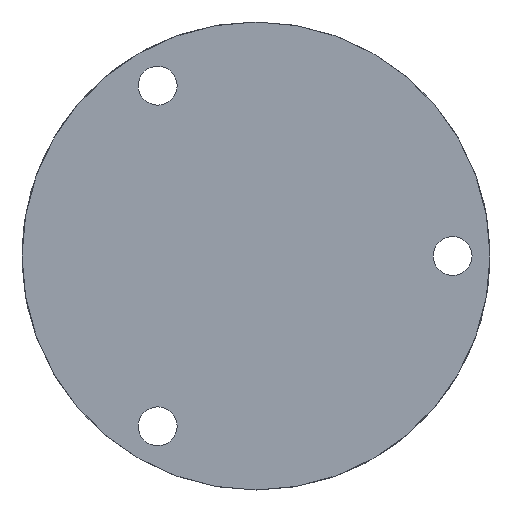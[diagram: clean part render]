
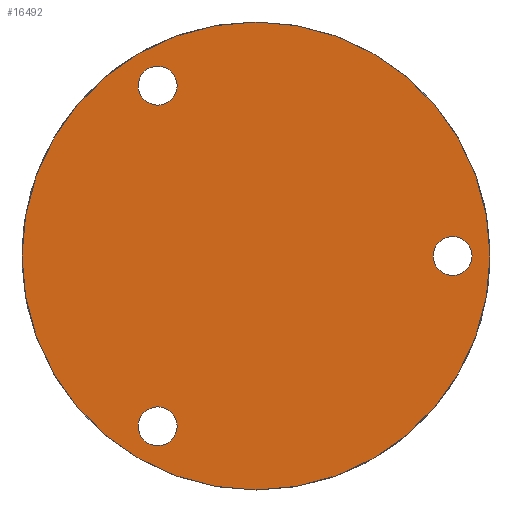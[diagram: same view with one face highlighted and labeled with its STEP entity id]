
A CAD part, front view. The second image highlights one B-rep face of the part: STEP entity #16492.
In plain terms, the highlighted planar face has unit normal (0, -1, 0).
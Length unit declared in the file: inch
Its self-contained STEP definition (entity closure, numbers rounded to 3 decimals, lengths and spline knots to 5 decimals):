
#198 = VERTEX_POINT ( 'NONE', #21855 ) ;
#220 = VERTEX_POINT ( 'NONE', #21948 ) ;
#10391 = EDGE_CURVE ( 'NONE', #220, #198, #41310, .T. ) ;
#10665 = DIRECTION ( 'NONE',  ( 0., 0., 1. ) ) ;
#10666 = DIRECTION ( 'NONE',  ( 0., 1., 0. ) ) ;
#10667 = CARTESIAN_POINT ( 'NONE',  ( -0.42, -1.8415, 0.72746 ) ) ;
#10668 = AXIS2_PLACEMENT_3D ( 'NONE', #10667, #10666, #10665 ) ;
#10669 = CIRCLE ( 'NONE', #10668, 0.083 ) ;
#10670 = DIRECTION ( 'NONE',  ( 0., 0., 1. ) ) ;
#10671 = DIRECTION ( 'NONE',  ( 0., 1., 0. ) ) ;
#10672 = CARTESIAN_POINT ( 'NONE',  ( -0.42, -1.8415, -0.72746 ) ) ;
#10673 = AXIS2_PLACEMENT_3D ( 'NONE', #10672, #10671, #10670 ) ;
#10674 = CIRCLE ( 'NONE', #10673, 0.083 ) ;
#10675 = DIRECTION ( 'NONE',  ( 0., 0., 1. ) ) ;
#10676 = DIRECTION ( 'NONE',  ( 0., 1., 0. ) ) ;
#10677 = CARTESIAN_POINT ( 'NONE',  ( 0.84, -1.8415, 0. ) ) ;
#10678 = AXIS2_PLACEMENT_3D ( 'NONE', #10677, #10676, #10675 ) ;
#10679 = CIRCLE ( 'NONE', #10678, 0.083 ) ;
#10693 = FACE_OUTER_BOUND ( 'NONE', #16479, .T. ) ;
#10694 = FACE_BOUND ( 'NONE', #16475, .T. ) ;
#10695 = FACE_BOUND ( 'NONE', #16471, .T. ) ;
#10696 = FACE_BOUND ( 'NONE', #16493, .T. ) ;
#10728 = DIRECTION ( 'NONE',  ( 0., 0., 1. ) ) ;
#10729 = DIRECTION ( 'NONE',  ( 0., 1., 0. ) ) ;
#10730 = CARTESIAN_POINT ( 'NONE',  ( 0., -1.8415, 0. ) ) ;
#10731 = AXIS2_PLACEMENT_3D ( 'NONE', #10730, #10729, #10728 ) ;
#10733 = PLANE ( 'NONE',  #10731 ) ;
#10953 = DIRECTION ( 'NONE',  ( 0., 0., -1. ) ) ;
#10954 = DIRECTION ( 'NONE',  ( 0., 1., 0. ) ) ;
#10955 = CARTESIAN_POINT ( 'NONE',  ( 0., -1.8415, 0. ) ) ;
#10956 = AXIS2_PLACEMENT_3D ( 'NONE', #10955, #10954, #10953 ) ;
#10962 = CIRCLE ( 'NONE', #10956, 0.9995 ) ;
#16468 = ORIENTED_EDGE ( 'NONE', *, *, #16469, .T. ) ;
#16469 = EDGE_CURVE ( 'NONE', #198, #220, #10679, .T. ) ;
#16470 = ORIENTED_EDGE ( 'NONE', *, *, #10391, .T. ) ;
#16471 = EDGE_LOOP ( 'NONE', ( #16472, #16474 ) ) ;
#16472 = ORIENTED_EDGE ( 'NONE', *, *, #16473, .T. ) ;
#16473 = EDGE_CURVE ( 'NONE', #30701, #30705, #10674, .T. ) ;
#16474 = ORIENTED_EDGE ( 'NONE', *, *, #30712, .T. ) ;
#16475 = EDGE_LOOP ( 'NONE', ( #16476, #16478 ) ) ;
#16476 = ORIENTED_EDGE ( 'NONE', *, *, #16477, .T. ) ;
#16477 = EDGE_CURVE ( 'NONE', #31930, #31935, #10669, .T. ) ;
#16478 = ORIENTED_EDGE ( 'NONE', *, *, #31936, .T. ) ;
#16479 = EDGE_LOOP ( 'NONE', ( #16552, #16554 ) ) ;
#16492 = ADVANCED_FACE ( 'NONE', ( #10696, #10695, #10694, #10693 ), #10733, .F. ) ;
#16493 = EDGE_LOOP ( 'NONE', ( #16468, #16470 ) ) ;
#16552 = ORIENTED_EDGE ( 'NONE', *, *, #16553, .F. ) ;
#16553 = EDGE_CURVE ( 'NONE', #30250, #30232, #10962, .T. ) ;
#16554 = ORIENTED_EDGE ( 'NONE', *, *, #30253, .F. ) ;
#21855 = CARTESIAN_POINT ( 'NONE',  ( 0.84, -1.8415, 0.083 ) ) ;
#21948 = CARTESIAN_POINT ( 'NONE',  ( 0.84, -1.8415, -0.083 ) ) ;
#25032 = CARTESIAN_POINT ( 'NONE',  ( 0., -1.8415, 0.9995 ) ) ;
#25082 = CARTESIAN_POINT ( 'NONE',  ( 0., -1.8415, -0.9995 ) ) ;
#25114 = DIRECTION ( 'NONE',  ( 0., 0., -1. ) ) ;
#25115 = DIRECTION ( 'NONE',  ( 0., 1., 0. ) ) ;
#25116 = CARTESIAN_POINT ( 'NONE',  ( 0., -1.8415, 0. ) ) ;
#25117 = AXIS2_PLACEMENT_3D ( 'NONE', #25116, #25115, #25114 ) ;
#25123 = CIRCLE ( 'NONE', #25117, 0.9995 ) ;
#26775 = CARTESIAN_POINT ( 'NONE',  ( -0.42, -1.8415, -0.81046 ) ) ;
#26776 = CARTESIAN_POINT ( 'NONE',  ( -0.42, -1.8415, -0.64446 ) ) ;
#26821 = DIRECTION ( 'NONE',  ( 0., 0., 1. ) ) ;
#26822 = DIRECTION ( 'NONE',  ( 0., 1., 0. ) ) ;
#26823 = CARTESIAN_POINT ( 'NONE',  ( -0.42, -1.8415, -0.72746 ) ) ;
#26824 = AXIS2_PLACEMENT_3D ( 'NONE', #26823, #26822, #26821 ) ;
#26825 = CIRCLE ( 'NONE', #26824, 0.083 ) ;
#30232 = VERTEX_POINT ( 'NONE', #25032 ) ;
#30250 = VERTEX_POINT ( 'NONE', #25082 ) ;
#30253 = EDGE_CURVE ( 'NONE', #30232, #30250, #25123, .T. ) ;
#30701 = VERTEX_POINT ( 'NONE', #26776 ) ;
#30705 = VERTEX_POINT ( 'NONE', #26775 ) ;
#30712 = EDGE_CURVE ( 'NONE', #30705, #30701, #26825, .T. ) ;
#31930 = VERTEX_POINT ( 'NONE', #39910 ) ;
#31935 = VERTEX_POINT ( 'NONE', #39940 ) ;
#31936 = EDGE_CURVE ( 'NONE', #31935, #31930, #39935, .T. ) ;
#39910 = CARTESIAN_POINT ( 'NONE',  ( -0.42, -1.8415, 0.81046 ) ) ;
#39931 = DIRECTION ( 'NONE',  ( 0., 0., 1. ) ) ;
#39932 = DIRECTION ( 'NONE',  ( 0., 1., 0. ) ) ;
#39933 = CARTESIAN_POINT ( 'NONE',  ( -0.42, -1.8415, 0.72746 ) ) ;
#39934 = AXIS2_PLACEMENT_3D ( 'NONE', #39933, #39932, #39931 ) ;
#39935 = CIRCLE ( 'NONE', #39934, 0.083 ) ;
#39940 = CARTESIAN_POINT ( 'NONE',  ( -0.42, -1.8415, 0.64446 ) ) ;
#41306 = DIRECTION ( 'NONE',  ( 0., 0., 1. ) ) ;
#41307 = DIRECTION ( 'NONE',  ( 0., 1., 0. ) ) ;
#41308 = CARTESIAN_POINT ( 'NONE',  ( 0.84, -1.8415, 0. ) ) ;
#41309 = AXIS2_PLACEMENT_3D ( 'NONE', #41308, #41307, #41306 ) ;
#41310 = CIRCLE ( 'NONE', #41309, 0.083 ) ;
